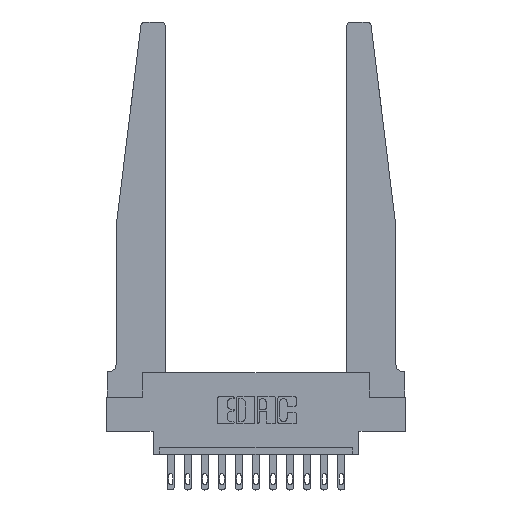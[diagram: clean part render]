
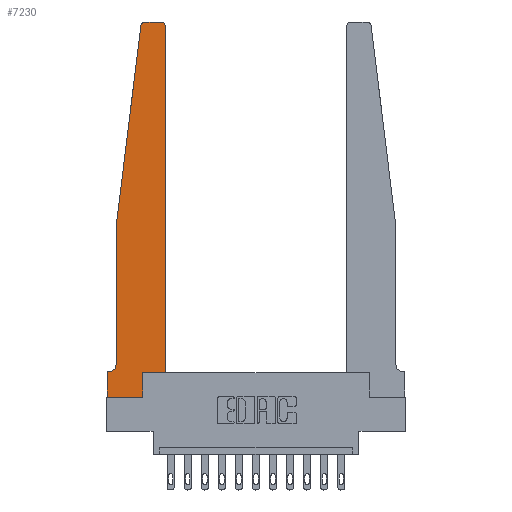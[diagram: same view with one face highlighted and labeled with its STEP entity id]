
A CAD part, top view. The second image highlights one B-rep face of the part: STEP entity #7230.
In plain terms, the highlighted planar face has unit normal (0, 0, 1).
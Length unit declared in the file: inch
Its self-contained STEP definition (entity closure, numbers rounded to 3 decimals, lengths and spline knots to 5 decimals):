
#20 = CARTESIAN_POINT ( 'NONE',  ( 0.015, 0.1875, 0.37 ) ) ;
#65 = CARTESIAN_POINT ( 'NONE',  ( 0., 0., 0.37 ) ) ;
#407 = AXIS2_PLACEMENT_3D ( 'NONE', #5677, #13206, #15806 ) ;
#678 = LINE ( 'NONE', #14578, #14850 ) ;
#778 = DIRECTION ( 'NONE',  ( 0., 0., 1. ) ) ;
#1060 = CARTESIAN_POINT ( 'NONE',  ( 0.065, 0.1875, 0.37 ) ) ;
#1209 = CARTESIAN_POINT ( 'NONE',  ( 0.065, 1.25, 0.37 ) ) ;
#1264 = CIRCLE ( 'NONE', #9417, 0.03 ) ;
#1501 = CARTESIAN_POINT ( 'NONE',  ( 0.425, 2.72, 0.37 ) ) ;
#1651 = VERTEX_POINT ( 'NONE', #16002 ) ;
#1757 = DIRECTION ( 'NONE',  ( -0.122, -0.992, 0. ) ) ;
#1848 = VECTOR ( 'NONE', #7778, 39.37008 ) ;
#1934 = DIRECTION ( 'NONE',  ( 0., 0., 1. ) ) ;
#1939 = ORIENTED_EDGE ( 'NONE', *, *, #2444, .T. ) ;
#1991 = PLANE ( 'NONE',  #407 ) ;
#2025 = EDGE_CURVE ( 'NONE', #9921, #6082, #16051, .T. ) ;
#2303 = CARTESIAN_POINT ( 'NONE',  ( 0.395, 2.75, 0.37 ) ) ;
#2353 = VERTEX_POINT ( 'NONE', #12263 ) ;
#2397 = CARTESIAN_POINT ( 'NONE',  ( 0.425, 0.18, 0.37 ) ) ;
#2423 = ORIENTED_EDGE ( 'NONE', *, *, #14848, .T. ) ;
#2444 = EDGE_CURVE ( 'NONE', #15611, #11877, #9620, .T. ) ;
#2755 = CARTESIAN_POINT ( 'NONE',  ( 0.425, 0.18, 0.37 ) ) ;
#3084 = CARTESIAN_POINT ( 'NONE',  ( 0.27653, 2.75, 0.37 ) ) ;
#3189 = EDGE_CURVE ( 'NONE', #3663, #13400, #7321, .T. ) ;
#3263 = DIRECTION ( 'NONE',  ( 1., 0., 0. ) ) ;
#3381 = AXIS2_PLACEMENT_3D ( 'NONE', #11169, #4909, #7463 ) ;
#3663 = VERTEX_POINT ( 'NONE', #15918 ) ;
#3932 = EDGE_CURVE ( 'NONE', #1651, #7541, #14034, .T. ) ;
#3984 = LINE ( 'NONE', #2755, #1848 ) ;
#4068 = CARTESIAN_POINT ( 'NONE',  ( 0.2605, 0., 0.37 ) ) ;
#4421 = LINE ( 'NONE', #13105, #13020 ) ;
#4446 = DIRECTION ( 'NONE',  ( 0., 1., 0. ) ) ;
#4660 = ORIENTED_EDGE ( 'NONE', *, *, #3932, .T. ) ;
#4909 = DIRECTION ( 'NONE',  ( 0., 0., -1. ) ) ;
#4924 = EDGE_CURVE ( 'NONE', #9017, #15611, #7069, .T. ) ;
#5289 = AXIS2_PLACEMENT_3D ( 'NONE', #12304, #778, #13540 ) ;
#5491 = CARTESIAN_POINT ( 'NONE',  ( 0.065, 1.25, 0.37 ) ) ;
#5590 = CARTESIAN_POINT ( 'NONE',  ( 0.25, 2.75, 0.37 ) ) ;
#5677 = CARTESIAN_POINT ( 'NONE',  ( 0., 0.1875, 0.37 ) ) ;
#6069 = DIRECTION ( 'NONE',  ( -1., 0., 0. ) ) ;
#6082 = VERTEX_POINT ( 'NONE', #2303 ) ;
#6174 = VERTEX_POINT ( 'NONE', #3084 ) ;
#6292 = LINE ( 'NONE', #1209, #14647 ) ;
#6334 = EDGE_CURVE ( 'NONE', #2353, #14907, #4421, .T. ) ;
#6668 = EDGE_CURVE ( 'NONE', #11877, #2353, #12676, .T. ) ;
#6941 = DIRECTION ( 'NONE',  ( 1., 0., 0. ) ) ;
#7069 = CIRCLE ( 'NONE', #3381, 0.05 ) ;
#7172 = EDGE_CURVE ( 'NONE', #14907, #3663, #678, .T. ) ;
#7230 = ADVANCED_FACE ( 'NONE', ( #13285 ), #1991, .T. ) ;
#7246 = ORIENTED_EDGE ( 'NONE', *, *, #4924, .T. ) ;
#7265 = VECTOR ( 'NONE', #16109, 39.37008 ) ;
#7321 = LINE ( 'NONE', #2397, #7265 ) ;
#7463 = DIRECTION ( 'NONE',  ( -1., 0., 0. ) ) ;
#7541 = VERTEX_POINT ( 'NONE', #5491 ) ;
#7695 = ORIENTED_EDGE ( 'NONE', *, *, #7172, .T. ) ;
#7745 = ORIENTED_EDGE ( 'NONE', *, *, #15734, .T. ) ;
#7778 = DIRECTION ( 'NONE',  ( 0., 1., 0. ) ) ;
#7850 = CARTESIAN_POINT ( 'NONE',  ( 0.065, 1.25, 0.37 ) ) ;
#8049 = CARTESIAN_POINT ( 'NONE',  ( 0.065, 0.2375, 0.37 ) ) ;
#8547 = VECTOR ( 'NONE', #12746, 39.37008 ) ;
#8983 = ORIENTED_EDGE ( 'NONE', *, *, #6668, .T. ) ;
#9017 = VERTEX_POINT ( 'NONE', #8049 ) ;
#9224 = EDGE_CURVE ( 'NONE', #7541, #9017, #6292, .T. ) ;
#9417 = AXIS2_PLACEMENT_3D ( 'NONE', #15375, #1934, #6941 ) ;
#9620 = LINE ( 'NONE', #1060, #10738 ) ;
#9758 = ORIENTED_EDGE ( 'NONE', *, *, #3189, .T. ) ;
#9921 = VERTEX_POINT ( 'NONE', #1501 ) ;
#10258 = ORIENTED_EDGE ( 'NONE', *, *, #2025, .T. ) ;
#10282 = VECTOR ( 'NONE', #15321, 39.37008 ) ;
#10306 = LINE ( 'NONE', #5590, #10282 ) ;
#10738 = VECTOR ( 'NONE', #6069, 39.37008 ) ;
#10977 = ORIENTED_EDGE ( 'NONE', *, *, #9224, .T. ) ;
#11129 = ORIENTED_EDGE ( 'NONE', *, *, #6334, .T. ) ;
#11169 = CARTESIAN_POINT ( 'NONE',  ( 0.015, 0.2375, 0.37 ) ) ;
#11241 = DIRECTION ( 'NONE',  ( 0., -1., 0. ) ) ;
#11382 = CARTESIAN_POINT ( 'NONE',  ( 0., 0.1875, 0.37 ) ) ;
#11720 = EDGE_CURVE ( 'NONE', #6174, #1651, #1264, .T. ) ;
#11810 = ORIENTED_EDGE ( 'NONE', *, *, #11720, .T. ) ;
#11855 = EDGE_LOOP ( 'NONE', ( #7745, #11810, #4660, #10977, #7246, #1939, #8983, #11129, #7695, #9758, #2423, #10258 ) ) ;
#11877 = VERTEX_POINT ( 'NONE', #11382 ) ;
#12263 = CARTESIAN_POINT ( 'NONE',  ( 0., 0., 0.37 ) ) ;
#12304 = CARTESIAN_POINT ( 'NONE',  ( 0.395, 2.72, 0.37 ) ) ;
#12676 = LINE ( 'NONE', #65, #8547 ) ;
#12746 = DIRECTION ( 'NONE',  ( 0., -1., 0. ) ) ;
#13020 = VECTOR ( 'NONE', #3263, 39.37008 ) ;
#13105 = CARTESIAN_POINT ( 'NONE',  ( 0., 0., 0.37 ) ) ;
#13206 = DIRECTION ( 'NONE',  ( 0., 0., 1. ) ) ;
#13285 = FACE_OUTER_BOUND ( 'NONE', #11855, .T. ) ;
#13400 = VERTEX_POINT ( 'NONE', #14774 ) ;
#13540 = DIRECTION ( 'NONE',  ( 1., 0., 0. ) ) ;
#14034 = LINE ( 'NONE', #7850, #14922 ) ;
#14578 = CARTESIAN_POINT ( 'NONE',  ( 0.2605, 0.18, 0.37 ) ) ;
#14647 = VECTOR ( 'NONE', #11241, 39.37008 ) ;
#14774 = CARTESIAN_POINT ( 'NONE',  ( 0.425, 0.18, 0.37 ) ) ;
#14848 = EDGE_CURVE ( 'NONE', #13400, #9921, #3984, .T. ) ;
#14850 = VECTOR ( 'NONE', #4446, 39.37008 ) ;
#14907 = VERTEX_POINT ( 'NONE', #4068 ) ;
#14922 = VECTOR ( 'NONE', #1757, 39.37008 ) ;
#15321 = DIRECTION ( 'NONE',  ( -1., 0., 0. ) ) ;
#15375 = CARTESIAN_POINT ( 'NONE',  ( 0.27653, 2.72, 0.37 ) ) ;
#15611 = VERTEX_POINT ( 'NONE', #20 ) ;
#15734 = EDGE_CURVE ( 'NONE', #6082, #6174, #10306, .T. ) ;
#15806 = DIRECTION ( 'NONE',  ( 1., 0., 0. ) ) ;
#15918 = CARTESIAN_POINT ( 'NONE',  ( 0.2605, 0.18, 0.37 ) ) ;
#16002 = CARTESIAN_POINT ( 'NONE',  ( 0.24675, 2.72367, 0.37 ) ) ;
#16051 = CIRCLE ( 'NONE', #5289, 0.03 ) ;
#16109 = DIRECTION ( 'NONE',  ( 1., 0., 0. ) ) ;
